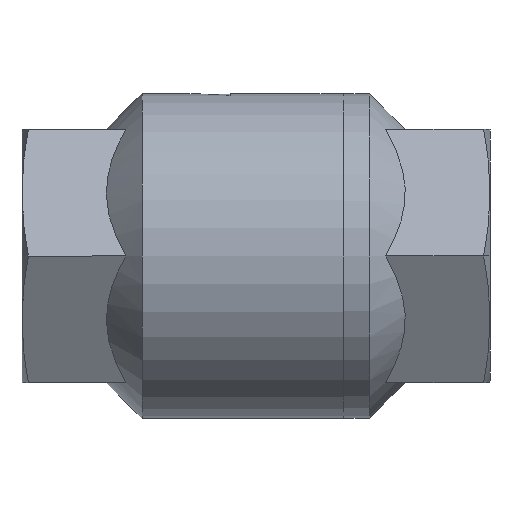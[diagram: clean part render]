
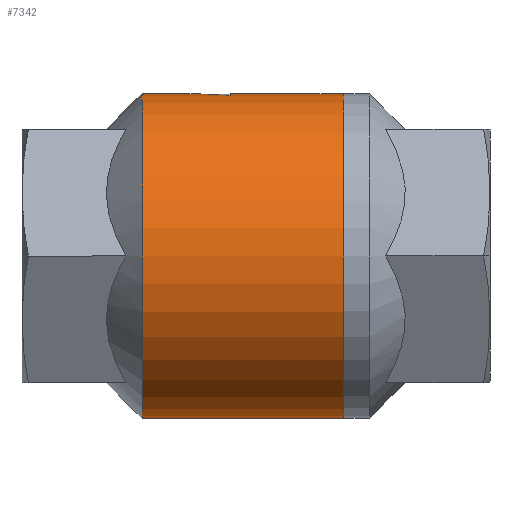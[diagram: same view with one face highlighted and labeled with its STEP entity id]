
A CAD part, left-side view. The second image highlights one B-rep face of the part: STEP entity #7342.
In plain terms, the highlighted cylindrical face has radius 25 mm (diameter 50 mm), a partial arc.
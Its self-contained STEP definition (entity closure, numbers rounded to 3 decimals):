
#153 = ORIENTED_EDGE ( 'NONE', *, *, #8814, .T. ) ;
#251 = DIRECTION ( 'NONE',  ( -0.159, 0., 0.987 ) ) ;
#420 = DIRECTION ( 'NONE',  ( 0., -1., 0. ) ) ;
#507 = CARTESIAN_POINT ( 'NONE',  ( 0., -13.475, 25. ) ) ;
#571 = EDGE_CURVE ( 'NONE', #8726, #694, #2658, .T. ) ;
#588 = ORIENTED_EDGE ( 'NONE', *, *, #8658, .T. ) ;
#694 = VERTEX_POINT ( 'NONE', #9072 ) ;
#743 = ORIENTED_EDGE ( 'NONE', *, *, #2241, .F. ) ;
#753 = EDGE_LOOP ( 'NONE', ( #743, #3165, #153, #5860, #7499, #588, #9898, #4127, #2226 ) ) ;
#937 = CARTESIAN_POINT ( 'NONE',  ( -1.499, 4., 24.955 ) ) ;
#1136 = CARTESIAN_POINT ( 'NONE',  ( 0., 4., 0. ) ) ;
#1189 = VECTOR ( 'NONE', #1627, 1000. ) ;
#1228 = DIRECTION ( 'NONE',  ( 0., -1., 0. ) ) ;
#1238 = VERTEX_POINT ( 'NONE', #4126 ) ;
#1351 = VERTEX_POINT ( 'NONE', #7823 ) ;
#1381 = EDGE_CURVE ( 'NONE', #1351, #6277, #2314, .T. ) ;
#1561 = CARTESIAN_POINT ( 'NONE',  ( 0., -31.267, 0. ) ) ;
#1598 = DIRECTION ( 'NONE',  ( 0., 0., -1. ) ) ;
#1627 = DIRECTION ( 'NONE',  ( 0., -1., 0. ) ) ;
#2099 = FACE_OUTER_BOUND ( 'NONE', #753, .T. ) ;
#2226 = ORIENTED_EDGE ( 'NONE', *, *, #9925, .F. ) ;
#2241 = EDGE_CURVE ( 'NONE', #3166, #11370, #9858, .T. ) ;
#2314 = LINE ( 'NONE', #3366, #8888 ) ;
#2658 = CIRCLE ( 'NONE', #8362, 25. ) ;
#2856 = EDGE_CURVE ( 'NONE', #6277, #11137, #3830, .T. ) ;
#3165 = ORIENTED_EDGE ( 'NONE', *, *, #8724, .T. ) ;
#3166 = VERTEX_POINT ( 'NONE', #7868 ) ;
#3183 = DIRECTION ( 'NONE',  ( 0., -1., 0. ) ) ;
#3366 = CARTESIAN_POINT ( 'NONE',  ( 0., -31.267, 25. ) ) ;
#3470 = VERTEX_POINT ( 'NONE', #5025 ) ;
#3602 = VECTOR ( 'NONE', #4037, 1000. ) ;
#3830 = CIRCLE ( 'NONE', #6785, 25. ) ;
#4037 = DIRECTION ( 'NONE',  ( 0., -1., 0. ) ) ;
#4126 = CARTESIAN_POINT ( 'NONE',  ( 0., 17.525, -25. ) ) ;
#4127 = ORIENTED_EDGE ( 'NONE', *, *, #571, .T. ) ;
#4495 = LINE ( 'NONE', #937, #4791 ) ;
#4594 = EDGE_CURVE ( 'NONE', #8726, #3470, #4495, .T. ) ;
#4791 = VECTOR ( 'NONE', #6276, 1000. ) ;
#5025 = CARTESIAN_POINT ( 'NONE',  ( -1.499, -10., 24.955 ) ) ;
#5170 = DIRECTION ( 'NONE',  ( 0., -1., 0. ) ) ;
#5296 = CARTESIAN_POINT ( 'NONE',  ( 0., 10., 25. ) ) ;
#5392 = CARTESIAN_POINT ( 'NONE',  ( -1.333, 8., 25. ) ) ;
#5427 = CARTESIAN_POINT ( 'NONE',  ( -3.983, 4., 24.681 ) ) ;
#5746 = CARTESIAN_POINT ( 'NONE',  ( 0., 17.525, 0. ) ) ;
#5860 = ORIENTED_EDGE ( 'NONE', *, *, #2856, .F. ) ;
#6072 = AXIS2_PLACEMENT_3D ( 'NONE', #6551, #1228, #7483 ) ;
#6276 = DIRECTION ( 'NONE',  ( 0., -1., 0. ) ) ;
#6277 = VERTEX_POINT ( 'NONE', #507 ) ;
#6471 = DIRECTION ( 'NONE',  ( 0., -1., 0. ) ) ;
#6551 = CARTESIAN_POINT ( 'NONE',  ( 0., -10., 0. ) ) ;
#6630 = DIRECTION ( 'NONE',  ( 0., 0., -1. ) ) ;
#6732 = AXIS2_PLACEMENT_3D ( 'NONE', #1561, #9675, #1598 ) ;
#6785 = AXIS2_PLACEMENT_3D ( 'NONE', #8561, #3183, #9470 ) ;
#7342 = ADVANCED_FACE ( 'NONE', ( #2099 ), #8959, .T. ) ;
#7483 = DIRECTION ( 'NONE',  ( -0.06, 0., 0.998 ) ) ;
#7499 = ORIENTED_EDGE ( 'NONE', *, *, #1381, .F. ) ;
#7518 = CARTESIAN_POINT ( 'NONE',  ( -1.499, 4., 24.955 ) ) ;
#7685 = CIRCLE ( 'NONE', #6072, 25. ) ;
#7823 = CARTESIAN_POINT ( 'NONE',  ( 0., -10., 25. ) ) ;
#7868 = CARTESIAN_POINT ( 'NONE',  ( 0., 17.525, 25. ) ) ;
#7881 = CARTESIAN_POINT ( 'NONE',  ( 0., -31.267, 25. ) ) ;
#8362 = AXIS2_PLACEMENT_3D ( 'NONE', #1136, #6471, #251 ) ;
#8561 = CARTESIAN_POINT ( 'NONE',  ( 0., -13.475, 0. ) ) ;
#8658 = EDGE_CURVE ( 'NONE', #1351, #3470, #7685, .T. ) ;
#8724 = EDGE_CURVE ( 'NONE', #3166, #1238, #9790, .T. ) ;
#8726 = VERTEX_POINT ( 'NONE', #7518 ) ;
#8814 = EDGE_CURVE ( 'NONE', #1238, #11137, #10751, .T. ) ;
#8888 = VECTOR ( 'NONE', #5170, 1000. ) ;
#8959 = CYLINDRICAL_SURFACE ( 'NONE', #6732, 25. ) ;
#9072 = CARTESIAN_POINT ( 'NONE',  ( -3.983, 4., 24.681 ) ) ;
#9470 = DIRECTION ( 'NONE',  ( 0., 0., -1. ) ) ;
#9675 = DIRECTION ( 'NONE',  ( 0., -1., 0. ) ) ;
#9694 = AXIS2_PLACEMENT_3D ( 'NONE', #5746, #420, #6630 ) ;
#9790 = CIRCLE ( 'NONE', #9694, 25. ) ;
#9858 = LINE ( 'NONE', #7881, #1189 ) ;
#9898 = ORIENTED_EDGE ( 'NONE', *, *, #4594, .F. ) ;
#9905 = CARTESIAN_POINT ( 'NONE',  ( 0., 10., 25. ) ) ;
#9925 = EDGE_CURVE ( 'NONE', #11370, #694, #11325, .T. ) ;
#10246 = CARTESIAN_POINT ( 'NONE',  ( 0., -13.475, -25. ) ) ;
#10751 = LINE ( 'NONE', #11235, #3602 ) ;
#10797 = CARTESIAN_POINT ( 'NONE',  ( -2.667, 6., 24.893 ) ) ;
#11137 = VERTEX_POINT ( 'NONE', #10246 ) ;
#11235 = CARTESIAN_POINT ( 'NONE',  ( 0., -31.267, -25. ) ) ;
#11325 = B_SPLINE_CURVE_WITH_KNOTS ( 'NONE', 3,
 ( #9905, #5392, #10797, #5427 ),
 .UNSPECIFIED., .F., .F.,
 ( 4, 4 ),
 ( 0., 1. ),
 .UNSPECIFIED. ) ;
#11370 = VERTEX_POINT ( 'NONE', #5296 ) ;
